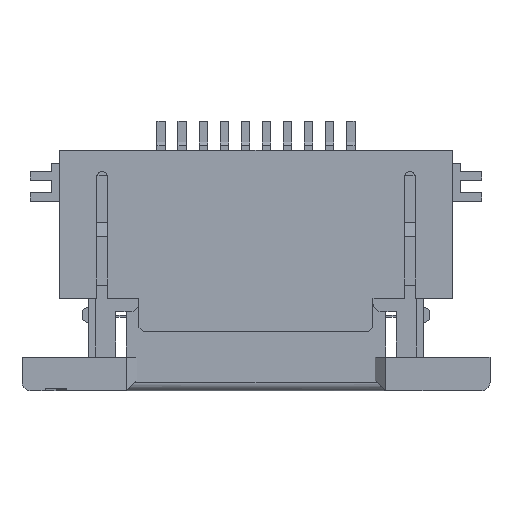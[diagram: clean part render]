
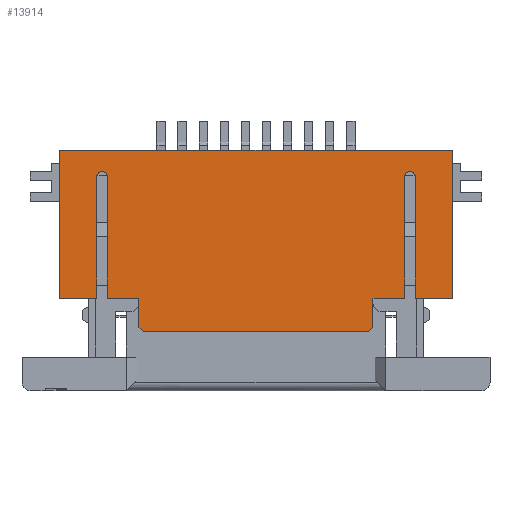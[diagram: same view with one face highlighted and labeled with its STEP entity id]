
A CAD part, top view. The second image highlights one B-rep face of the part: STEP entity #13914.
In plain terms, the highlighted planar face has unit normal (0, 0, 1).
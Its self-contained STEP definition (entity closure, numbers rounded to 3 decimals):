
#11925=CARTESIAN_POINT('',(-4.65,-0.6,2.0));
#11926=VERTEX_POINT('',#11925);
#11935=CARTESIAN_POINT('',(4.65,-0.6,2.0));
#11936=VERTEX_POINT('',#11935);
#11937=CARTESIAN_POINT('',(4.65,-0.6,2.0));
#11938=DIRECTION('',(-1.0,0.0,0.0));
#11939=VECTOR('',#11938,9.3);
#11940=LINE('',#11937,#11939);
#11941=EDGE_CURVE('',#11936,#11926,#11940,.T.);
#12005=CARTESIAN_POINT('',(-4.65,-4.1,2.0));
#12006=VERTEX_POINT('',#12005);
#12013=CARTESIAN_POINT('',(-4.65,-0.6,2.0));
#12014=DIRECTION('',(0.0,-1.0,0.0));
#12015=VECTOR('',#12014,3.5);
#12016=LINE('',#12013,#12015);
#12017=EDGE_CURVE('',#11926,#12006,#12016,.T.);
#12568=CARTESIAN_POINT('',(4.65,-4.1,2.0));
#12569=VERTEX_POINT('',#12568);
#12576=CARTESIAN_POINT('',(3.775,-4.1,2.0));
#12577=VERTEX_POINT('',#12576);
#12578=CARTESIAN_POINT('',(4.65,-4.1,2.0));
#12579=DIRECTION('',(-1.0,0.0,0.0));
#12580=VECTOR('',#12579,0.875);
#12581=LINE('',#12578,#12580);
#12582=EDGE_CURVE('',#12569,#12577,#12581,.T.);
#12623=CARTESIAN_POINT('',(3.525,-4.1,2.0));
#12624=VERTEX_POINT('',#12623);
#12631=CARTESIAN_POINT('',(2.775,-4.1,2.0));
#12632=VERTEX_POINT('',#12631);
#12633=CARTESIAN_POINT('',(3.525,-4.1,2.0));
#12634=DIRECTION('',(-1.0,0.0,0.0));
#12635=VECTOR('',#12634,0.75);
#12636=LINE('',#12633,#12635);
#12637=EDGE_CURVE('',#12624,#12632,#12636,.T.);
#13039=CARTESIAN_POINT('',(-2.775,-4.1,2.0));
#13040=VERTEX_POINT('',#13039);
#13047=CARTESIAN_POINT('',(-3.525,-4.1,2.0));
#13048=VERTEX_POINT('',#13047);
#13049=CARTESIAN_POINT('',(-2.775,-4.1,2.0));
#13050=DIRECTION('',(-1.0,0.0,0.0));
#13051=VECTOR('',#13050,0.75);
#13052=LINE('',#13049,#13051);
#13053=EDGE_CURVE('',#13040,#13048,#13052,.T.);
#13103=CARTESIAN_POINT('',(-3.775,-4.1,2.0));
#13104=VERTEX_POINT('',#13103);
#13111=CARTESIAN_POINT('',(-3.775,-4.1,2.0));
#13112=DIRECTION('',(-1.0,0.0,0.0));
#13113=VECTOR('',#13112,0.875);
#13114=LINE('',#13111,#13113);
#13115=EDGE_CURVE('',#13104,#12006,#13114,.T.);
#13372=CARTESIAN_POINT('',(4.65,-0.6,2.0));
#13373=DIRECTION('',(0.0,-1.0,0.0));
#13374=VECTOR('',#13373,3.5);
#13375=LINE('',#13372,#13374);
#13376=EDGE_CURVE('',#11936,#12569,#13375,.T.);
#13816=CARTESIAN_POINT('',(5.115,-0.385,2.0));
#13817=DIRECTION('',(0.0,0.0,1.0));
#13818=DIRECTION('',(0.0,-1.0,0.0));
#13819=AXIS2_PLACEMENT_3D('',#13816,#13817,#13818);
#13820=PLANE('',#13819);
#13821=ORIENTED_EDGE('',*,*,#12582,.F.);
#13822=ORIENTED_EDGE('',*,*,#13376,.F.);
#13823=ORIENTED_EDGE('',*,*,#11941,.T.);
#13824=ORIENTED_EDGE('',*,*,#12017,.T.);
#13825=ORIENTED_EDGE('',*,*,#13115,.F.);
#13826=CARTESIAN_POINT('',(-3.775,-1.225,2.0));
#13827=VERTEX_POINT('',#13826);
#13828=CARTESIAN_POINT('',(-3.775,-1.225,2.0));
#13829=DIRECTION('',(0.0,-1.0,0.0));
#13830=VECTOR('',#13829,2.875);
#13831=LINE('',#13828,#13830);
#13832=EDGE_CURVE('',#13827,#13104,#13831,.T.);
#13833=ORIENTED_EDGE('',*,*,#13832,.F.);
#13834=CARTESIAN_POINT('',(-3.525,-1.225,2.0));
#13835=VERTEX_POINT('',#13834);
#13836=CARTESIAN_POINT('',(-3.65,-1.225,2.0));
#13837=DIRECTION('',(0.0,0.0,1.0));
#13838=DIRECTION('',(1.0,0.0,0.0));
#13839=AXIS2_PLACEMENT_3D('',#13836,#13837,#13838);
#13840=CIRCLE('',#13839,0.125);
#13841=EDGE_CURVE('',#13835,#13827,#13840,.T.);
#13842=ORIENTED_EDGE('',*,*,#13841,.F.);
#13843=CARTESIAN_POINT('',(-3.525,-4.1,2.0));
#13844=DIRECTION('',(0.0,1.0,0.0));
#13845=VECTOR('',#13844,2.875);
#13846=LINE('',#13843,#13845);
#13847=EDGE_CURVE('',#13048,#13835,#13846,.T.);
#13848=ORIENTED_EDGE('',*,*,#13847,.F.);
#13849=ORIENTED_EDGE('',*,*,#13053,.F.);
#13850=CARTESIAN_POINT('',(-2.775,-4.8,2.0));
#13851=VERTEX_POINT('',#13850);
#13852=CARTESIAN_POINT('',(-2.775,-4.1,2.0));
#13853=DIRECTION('',(0.0,-1.0,0.0));
#13854=VECTOR('',#13853,0.7);
#13855=LINE('',#13852,#13854);
#13856=EDGE_CURVE('',#13040,#13851,#13855,.T.);
#13857=ORIENTED_EDGE('',*,*,#13856,.T.);
#13858=CARTESIAN_POINT('',(-2.675,-4.9,2.0));
#13859=VERTEX_POINT('',#13858);
#13860=CARTESIAN_POINT('',(-2.775,-4.8,2.0));
#13861=DIRECTION('',(0.707,-0.707,0.0));
#13862=VECTOR('',#13861,0.141);
#13863=LINE('',#13860,#13862);
#13864=EDGE_CURVE('',#13851,#13859,#13863,.T.);
#13865=ORIENTED_EDGE('',*,*,#13864,.T.);
#13866=CARTESIAN_POINT('',(2.675,-4.9,2.0));
#13867=VERTEX_POINT('',#13866);
#13868=CARTESIAN_POINT('',(-2.675,-4.9,2.0));
#13869=DIRECTION('',(1.0,0.0,0.0));
#13870=VECTOR('',#13869,5.35);
#13871=LINE('',#13868,#13870);
#13872=EDGE_CURVE('',#13859,#13867,#13871,.T.);
#13873=ORIENTED_EDGE('',*,*,#13872,.T.);
#13874=CARTESIAN_POINT('',(2.775,-4.8,2.0));
#13875=VERTEX_POINT('',#13874);
#13876=CARTESIAN_POINT('',(2.775,-4.8,2.0));
#13877=DIRECTION('',(-0.707,-0.707,0.0));
#13878=VECTOR('',#13877,0.141);
#13879=LINE('',#13876,#13878);
#13880=EDGE_CURVE('',#13875,#13867,#13879,.T.);
#13881=ORIENTED_EDGE('',*,*,#13880,.F.);
#13882=CARTESIAN_POINT('',(2.775,-4.1,2.0));
#13883=DIRECTION('',(0.0,-1.0,0.0));
#13884=VECTOR('',#13883,0.7);
#13885=LINE('',#13882,#13884);
#13886=EDGE_CURVE('',#12632,#13875,#13885,.T.);
#13887=ORIENTED_EDGE('',*,*,#13886,.F.);
#13888=ORIENTED_EDGE('',*,*,#12637,.F.);
#13889=CARTESIAN_POINT('',(3.525,-1.225,2.0));
#13890=VERTEX_POINT('',#13889);
#13891=CARTESIAN_POINT('',(3.525,-1.225,2.0));
#13892=DIRECTION('',(0.0,-1.0,0.0));
#13893=VECTOR('',#13892,2.875);
#13894=LINE('',#13891,#13893);
#13895=EDGE_CURVE('',#13890,#12624,#13894,.T.);
#13896=ORIENTED_EDGE('',*,*,#13895,.F.);
#13897=CARTESIAN_POINT('',(3.775,-1.225,2.0));
#13898=VERTEX_POINT('',#13897);
#13899=CARTESIAN_POINT('',(3.65,-1.225,2.0));
#13900=DIRECTION('',(0.0,0.0,1.0));
#13901=DIRECTION('',(1.0,0.0,0.0));
#13902=AXIS2_PLACEMENT_3D('',#13899,#13900,#13901);
#13903=CIRCLE('',#13902,0.125);
#13904=EDGE_CURVE('',#13898,#13890,#13903,.T.);
#13905=ORIENTED_EDGE('',*,*,#13904,.F.);
#13906=CARTESIAN_POINT('',(3.775,-4.1,2.0));
#13907=DIRECTION('',(0.0,1.0,0.0));
#13908=VECTOR('',#13907,2.875);
#13909=LINE('',#13906,#13908);
#13910=EDGE_CURVE('',#12577,#13898,#13909,.T.);
#13911=ORIENTED_EDGE('',*,*,#13910,.F.);
#13912=EDGE_LOOP('',(#13821,#13822,#13823,#13824,#13825,#13833,#13842,#13848,#13849,#13857,#13865,#13873,#13881,#13887,#13888,#13896,#13905,#13911));
#13913=FACE_OUTER_BOUND('',#13912,.T.);
#13914=ADVANCED_FACE('',(#13913),#13820,.T.);
